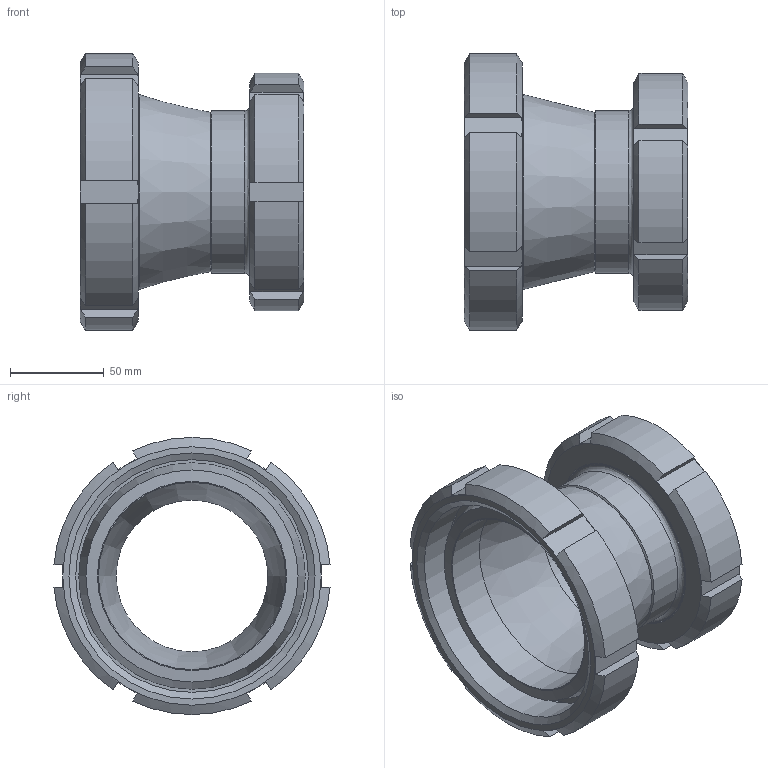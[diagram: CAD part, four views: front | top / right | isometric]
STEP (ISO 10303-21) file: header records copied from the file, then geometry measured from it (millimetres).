
FILE_DESCRIPTION((''),'2;1');
FILE_NAME('26600100X080.stp','2010-08-12T14:16:20',('thilbrands'),(''),'Autodesk Inventor 2008','Autodesk Inventor 2008','');
FILE_SCHEMA(('AUTOMOTIVE_DESIGN { 1 0 10303 214 1 1 1 1 }'));
Length unit declared in the file: millimetre
Products named in the file (6): 266000321025; 114040101-DN100; ENG-007296-DN80; 110000106-DN80; 110000106-DN100; 222000151010-DN100-80
Assembly tree (5 placements, depth 2):
  266000321025
    114040101-DN100
    ENG-007296-DN80
    110000106-DN80
    110000106-DN100
    222000151010-DN100-80
Bounding box: 119.5 x 147.51 x 148 mm (x, y, z)
Volume: 367394.1 mm3; surface area: 141112.7 mm2
Topology: 5 solids, 5 shells, 111 faces, 253 edges, 157 vertices
Faces by surface type: plane 51, cone 35, cylinder 23, bspline 2
Full cylindrical faces by diameter (mm): 81 x1, 87 x1, 93 x1, 94 x1, 100 x1, 104 x1, 104.29 x1, 110.4 x1, 115 x1, 124.29 x1, 130.4 x1
Entity records: 3148 total; most frequent: CARTESIAN_POINT 788, DIRECTION 458, ORIENTED_EDGE 458, EDGE_CURVE 229, AXIS2_PLACEMENT_3D 205, VERTEX_POINT 157, EDGE_LOOP 150, FACE_OUTER_BOUND 111
